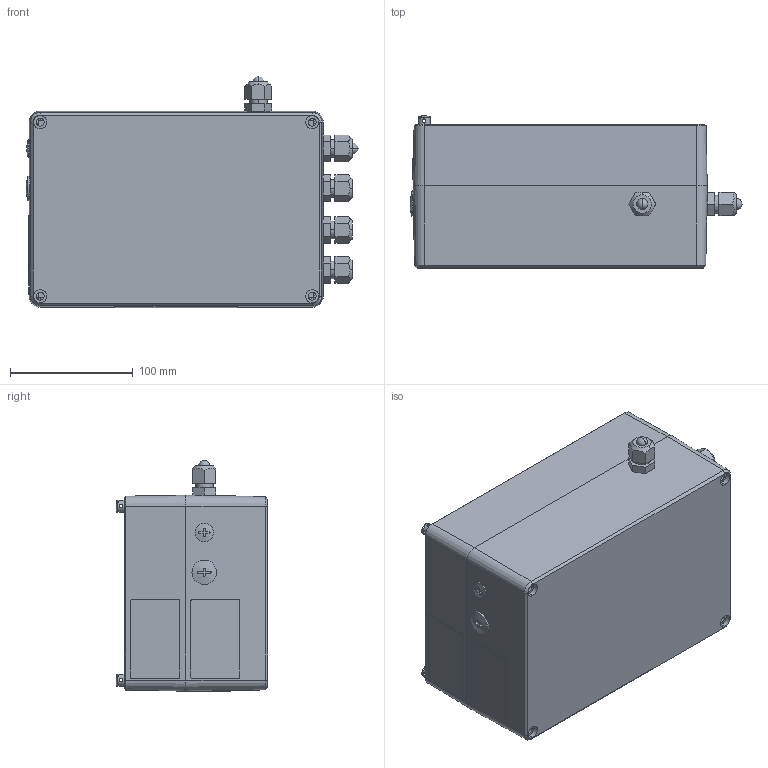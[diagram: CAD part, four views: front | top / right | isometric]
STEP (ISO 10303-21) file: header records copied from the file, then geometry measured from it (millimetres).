
FILE_DESCRIPTION (( 'STEP AP214' ), '1' );
FILE_NAME ('NM2MAINDISP2_352023.STEP', '2015-02-26T08:58:33', ( 'Admin1' ), ( '' ), 'SwSTEP 2.0', 'SolidWorks 2014', '' );
FILE_SCHEMA (( 'AUTOMOTIVE_DESIGN' ));
Length unit declared in the file: millimetre
Products named in the file (1): NM2MAINDISP2_352023
Bounding box: 270.95 x 123.99 x 188.82 mm (x, y, z)
Surface area: 207397.9 mm2 (no closed solid volume)
Topology: 0 solids, 137 shells, 892 faces, 4575 edges, 3756 vertices
Faces by surface type: plane 636, cylinder 106, bspline 104, cone 42, sphere 4
Entity records: 71389 total; most frequent: CARTESIAN_POINT 29086, ORIENTED_EDGE 6054, DIRECTION 5293, EDGE_CURVE 4565, VERTEX_POINT 3752, LINE 2889, VECTOR 2889, B_SPLINE_CURVE_WITH_KNOTS 1241
